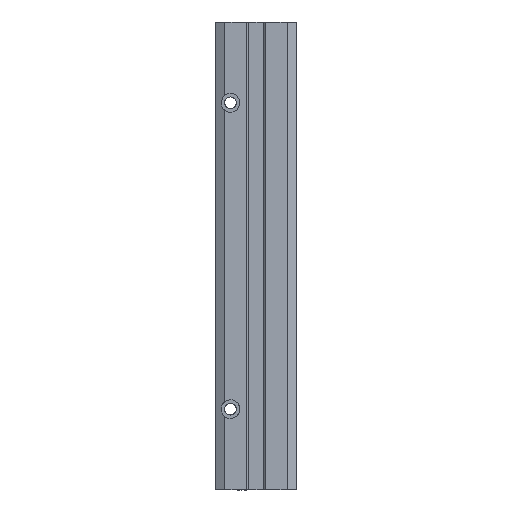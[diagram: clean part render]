
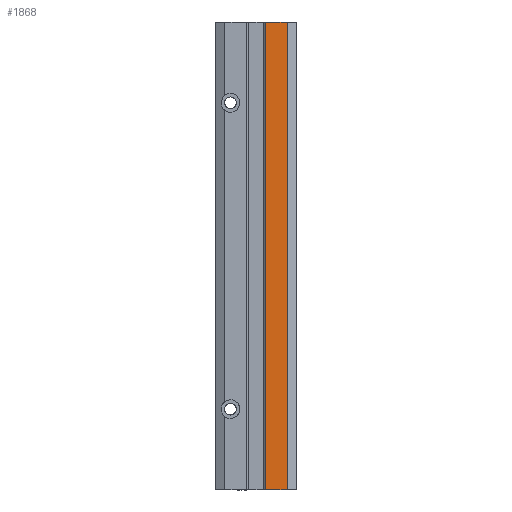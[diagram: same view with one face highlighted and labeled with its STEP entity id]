
A CAD part, left-side view. The second image highlights one B-rep face of the part: STEP entity #1868.
In plain terms, the highlighted free-form (B-spline) face has degree [1, 1] with [2, 2] control points.
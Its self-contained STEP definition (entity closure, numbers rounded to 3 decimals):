
#59 = EDGE_CURVE ( 'NONE', #4187, #1945, #4262, .T. ) ;
#160 = EDGE_LOOP ( 'NONE', ( #4848, #2018, #3846, #2811 ) ) ;
#807 = CARTESIAN_POINT ( 'NONE',  ( -11., 4.33, 0. ) ) ;
#1017 = CARTESIAN_POINT ( 'NONE',  ( -11., 14.5, -220. ) ) ;
#1047 = B_SPLINE_CURVE_WITH_KNOTS ( 'NONE', 1,
 ( #3321, #2975 ),
 .UNSPECIFIED., .F., .F.,
 ( 2, 2 ),
 ( 0., 1. ),
 .UNSPECIFIED. ) ;
#1668 = CARTESIAN_POINT ( 'NONE',  ( -11., 4.33, -220. ) ) ;
#1834 = FACE_OUTER_BOUND ( 'NONE', #160, .T. ) ;
#1868 = ADVANCED_FACE ( 'NONE', ( #1834 ), #5653, .T. ) ;
#1945 = VERTEX_POINT ( 'NONE', #5191 ) ;
#2018 = ORIENTED_EDGE ( 'NONE', *, *, #4103, .F. ) ;
#2032 = EDGE_CURVE ( 'NONE', #4474, #2526, #2419, .T. ) ;
#2419 = B_SPLINE_CURVE_WITH_KNOTS ( 'NONE', 1,
 ( #1017, #1668 ),
 .UNSPECIFIED., .F., .F.,
 ( 2, 2 ),
 ( 0., 1. ),
 .UNSPECIFIED. ) ;
#2526 = VERTEX_POINT ( 'NONE', #2764 ) ;
#2764 = CARTESIAN_POINT ( 'NONE',  ( -11., 4.33, -220. ) ) ;
#2811 = ORIENTED_EDGE ( 'NONE', *, *, #3891, .T. ) ;
#2975 = CARTESIAN_POINT ( 'NONE',  ( -11., 14.5, -220. ) ) ;
#3321 = CARTESIAN_POINT ( 'NONE',  ( -11., 14.5, 0. ) ) ;
#3846 = ORIENTED_EDGE ( 'NONE', *, *, #59, .F. ) ;
#3891 = EDGE_CURVE ( 'NONE', #4187, #4474, #1047, .T. ) ;
#4067 = CARTESIAN_POINT ( 'NONE',  ( -11., 14.5, 0. ) ) ;
#4103 = EDGE_CURVE ( 'NONE', #1945, #2526, #5058, .T. ) ;
#4151 = CARTESIAN_POINT ( 'NONE',  ( -11., 14.5, 0. ) ) ;
#4176 = CARTESIAN_POINT ( 'NONE',  ( -11., 4.33, 0. ) ) ;
#4187 = VERTEX_POINT ( 'NONE', #4151 ) ;
#4262 = B_SPLINE_CURVE_WITH_KNOTS ( 'NONE', 1,
 ( #5759, #4176 ),
 .UNSPECIFIED., .F., .F.,
 ( 2, 2 ),
 ( 0., 1. ),
 .UNSPECIFIED. ) ;
#4474 = VERTEX_POINT ( 'NONE', #5207 ) ;
#4565 = CARTESIAN_POINT ( 'NONE',  ( -11., 4.33, -220. ) ) ;
#4848 = ORIENTED_EDGE ( 'NONE', *, *, #2032, .T. ) ;
#4921 = CARTESIAN_POINT ( 'NONE',  ( -11., 4.33, 0. ) ) ;
#5058 = B_SPLINE_CURVE_WITH_KNOTS ( 'NONE', 1,
 ( #4921, #4565 ),
 .UNSPECIFIED., .F., .F.,
 ( 2, 2 ),
 ( 0., 1. ),
 .UNSPECIFIED. ) ;
#5191 = CARTESIAN_POINT ( 'NONE',  ( -11., 4.33, 0. ) ) ;
#5207 = CARTESIAN_POINT ( 'NONE',  ( -11., 14.5, -220. ) ) ;
#5432 = CARTESIAN_POINT ( 'NONE',  ( -11., 4.33, -220. ) ) ;
#5561 = CARTESIAN_POINT ( 'NONE',  ( -11., 14.5, -220. ) ) ;
#5653 = B_SPLINE_SURFACE_WITH_KNOTS ( 'NONE', 1, 1, ( 
 ( #5561, #4067 ),
 ( #5432, #807 ) ),
 .UNSPECIFIED., .F., .F., .F.,
 ( 2, 2 ),
 ( 2, 2 ),
 ( 0., 1. ),
 ( 0., 1. ),
 .UNSPECIFIED. ) ;
#5759 = CARTESIAN_POINT ( 'NONE',  ( -11., 14.5, 0. ) ) ;
